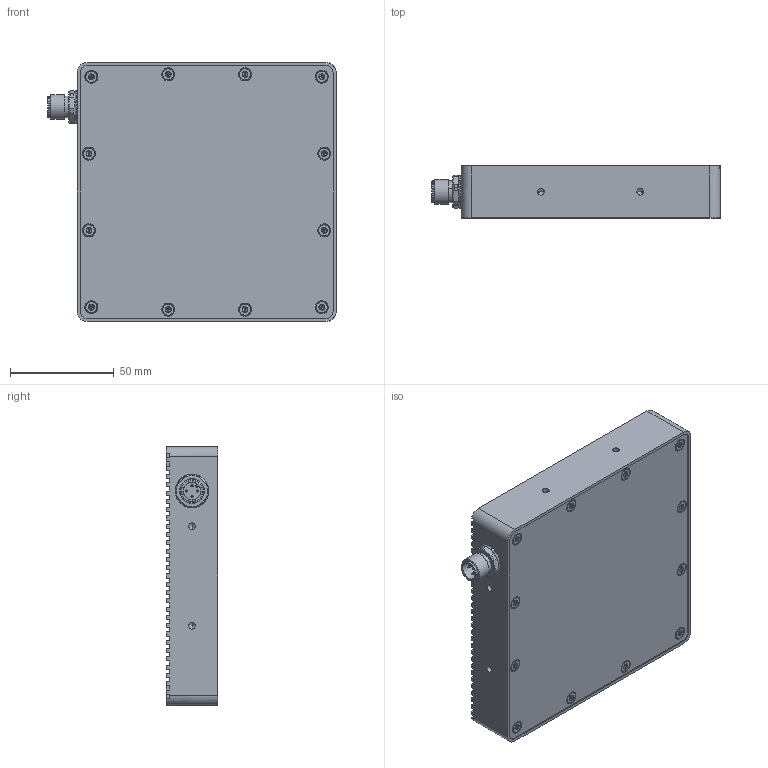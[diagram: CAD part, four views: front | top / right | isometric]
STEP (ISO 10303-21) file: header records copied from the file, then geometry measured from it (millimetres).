
FILE_DESCRIPTION (( 'STEP AP214' ), '1' );
FILE_NAME ('BD1__5_Y.STEP', '2025-02-21T19:07:53', ( '' ), ( '' ), 'SwSTEP 2.0', 'SolidWorks 2024', '' );
FILE_SCHEMA (( 'AUTOMOTIVE_DESIGN' ));
Length unit declared in the file: inch
Products named in the file (1): BD1__5_Y
Bounding box: 139.1 x 25 x 125 mm (x, y, z)
Volume: 370973.9 mm3; surface area: 57870.5 mm2
Topology: 1 solids, 26 shells, 1122 faces, 2871 edges, 1791 vertices
Faces by surface type: cylinder 561, cone 284, plane 229, torus 40, sphere 8
Full cylindrical faces by diameter (mm): 8.3 x1, 12.002 x1, 16 x1
Entity records: 38185 total; most frequent: CARTESIAN_POINT 11645, ORIENTED_EDGE 5664, DIRECTION 5389, EDGE_CURVE 2832, AXIS2_PLACEMENT_3D 2066, VERTEX_POINT 1785, VECTOR 1257, LINE 1257
